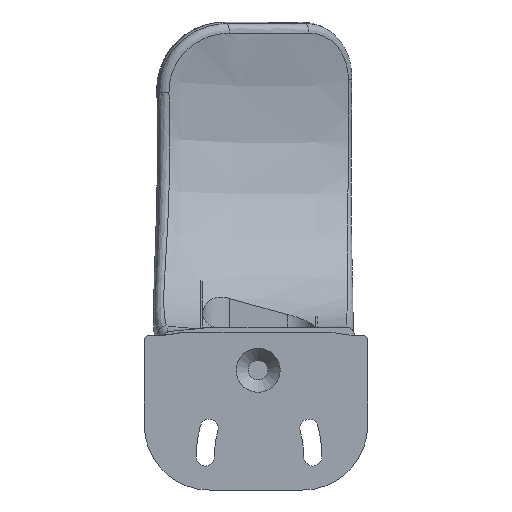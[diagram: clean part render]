
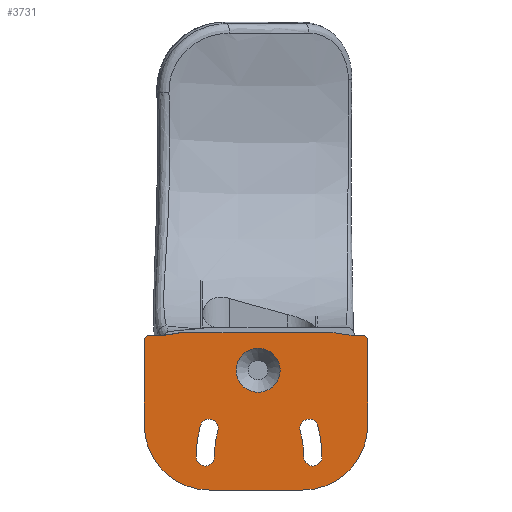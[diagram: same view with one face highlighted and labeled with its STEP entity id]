
A CAD part, front view. The second image highlights one B-rep face of the part: STEP entity #3731.
In plain terms, the highlighted planar face has unit normal (0, -1, 0).
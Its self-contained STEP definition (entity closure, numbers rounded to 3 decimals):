
#30=FACE_BOUND('',#673,.T.);
#31=FACE_BOUND('',#674,.T.);
#32=FACE_BOUND('',#675,.T.);
#226=PLANE('',#4027);
#433=FACE_OUTER_BOUND('',#672,.T.);
#672=EDGE_LOOP('',(#2682,#2683,#2684,#2685,#2686,#2687,#2688,#2689,#2690,
#2691,#2692,#2693,#2694,#2695,#2696,#2697));
#673=EDGE_LOOP('',(#2698));
#674=EDGE_LOOP('',(#2699,#2700,#2701,#2702));
#675=EDGE_LOOP('',(#2703,#2704,#2705,#2706));
#926=LINE('',#5553,#1178);
#942=LINE('',#5890,#1194);
#943=LINE('',#5894,#1195);
#944=LINE('',#5898,#1196);
#945=LINE('',#5902,#1197);
#946=LINE('',#5904,#1198);
#947=LINE('',#5906,#1199);
#948=LINE('',#5908,#1200);
#949=LINE('',#5910,#1201);
#950=LINE('',#5912,#1202);
#951=LINE('',#5914,#1203);
#952=LINE('',#5915,#1204);
#1178=VECTOR('',#4462,10.);
#1194=VECTOR('',#4552,10.);
#1195=VECTOR('',#4555,10.);
#1196=VECTOR('',#4558,10.);
#1197=VECTOR('',#4561,10.);
#1198=VECTOR('',#4562,10.);
#1199=VECTOR('',#4563,10.);
#1200=VECTOR('',#4564,10.);
#1201=VECTOR('',#4565,10.);
#1202=VECTOR('',#4566,10.);
#1203=VECTOR('',#4567,10.);
#1204=VECTOR('',#4568,10.);
#1411=CIRCLE('',#3956,8.5);
#1432=CIRCLE('',#3992,2.);
#1456=CIRCLE('',#4028,25.);
#1457=CIRCLE('',#4029,25.);
#1458=CIRCLE('',#4030,2.);
#1459=CIRCLE('',#4031,45.);
#1460=CIRCLE('',#4032,3.5);
#1461=CIRCLE('',#4033,38.);
#1462=CIRCLE('',#4034,3.5);
#1463=CIRCLE('',#4035,3.5);
#1464=CIRCLE('',#4036,38.);
#1465=CIRCLE('',#4037,3.5);
#1466=CIRCLE('',#4038,45.);
#1609=VERTEX_POINT('',#5453);
#1635=VERTEX_POINT('',#5550);
#1636=VERTEX_POINT('',#5552);
#1639=VERTEX_POINT('',#5569);
#1677=VERTEX_POINT('',#5889);
#1678=VERTEX_POINT('',#5891);
#1679=VERTEX_POINT('',#5893);
#1680=VERTEX_POINT('',#5895);
#1681=VERTEX_POINT('',#5897);
#1682=VERTEX_POINT('',#5899);
#1683=VERTEX_POINT('',#5901);
#1684=VERTEX_POINT('',#5903);
#1685=VERTEX_POINT('',#5905);
#1686=VERTEX_POINT('',#5907);
#1687=VERTEX_POINT('',#5909);
#1688=VERTEX_POINT('',#5911);
#1689=VERTEX_POINT('',#5913);
#1690=VERTEX_POINT('',#5916);
#1691=VERTEX_POINT('',#5917);
#1692=VERTEX_POINT('',#5919);
#1693=VERTEX_POINT('',#5921);
#1694=VERTEX_POINT('',#5924);
#1695=VERTEX_POINT('',#5925);
#1696=VERTEX_POINT('',#5927);
#1697=VERTEX_POINT('',#5929);
#1962=EDGE_CURVE('',#1609,#1609,#1411,.T.);
#2003=EDGE_CURVE('',#1636,#1635,#926,.T.);
#2008=EDGE_CURVE('',#1639,#1635,#1432,.T.);
#2056=EDGE_CURVE('',#1639,#1677,#942,.F.);
#2057=EDGE_CURVE('',#1678,#1677,#1456,.T.);
#2058=EDGE_CURVE('',#1678,#1679,#943,.F.);
#2059=EDGE_CURVE('',#1680,#1679,#1457,.T.);
#2060=EDGE_CURVE('',#1680,#1681,#944,.F.);
#2061=EDGE_CURVE('',#1682,#1681,#1458,.T.);
#2062=EDGE_CURVE('',#1682,#1683,#945,.T.);
#2063=EDGE_CURVE('',#1683,#1684,#946,.T.);
#2064=EDGE_CURVE('',#1685,#1684,#947,.F.);
#2065=EDGE_CURVE('',#1686,#1685,#948,.F.);
#2066=EDGE_CURVE('',#1687,#1686,#949,.F.);
#2067=EDGE_CURVE('',#1688,#1687,#950,.F.);
#2068=EDGE_CURVE('',#1689,#1688,#951,.F.);
#2069=EDGE_CURVE('',#1689,#1636,#952,.T.);
#2070=EDGE_CURVE('',#1690,#1691,#1459,.T.);
#2071=EDGE_CURVE('',#1691,#1692,#1460,.T.);
#2072=EDGE_CURVE('',#1692,#1693,#1461,.T.);
#2073=EDGE_CURVE('',#1693,#1690,#1462,.T.);
#2074=EDGE_CURVE('',#1694,#1695,#1463,.T.);
#2075=EDGE_CURVE('',#1695,#1696,#1464,.T.);
#2076=EDGE_CURVE('',#1696,#1697,#1465,.T.);
#2077=EDGE_CURVE('',#1697,#1694,#1466,.T.);
#2682=ORIENTED_EDGE('',*,*,#2008,.F.);
#2683=ORIENTED_EDGE('',*,*,#2056,.T.);
#2684=ORIENTED_EDGE('',*,*,#2057,.F.);
#2685=ORIENTED_EDGE('',*,*,#2058,.T.);
#2686=ORIENTED_EDGE('',*,*,#2059,.F.);
#2687=ORIENTED_EDGE('',*,*,#2060,.T.);
#2688=ORIENTED_EDGE('',*,*,#2061,.F.);
#2689=ORIENTED_EDGE('',*,*,#2062,.T.);
#2690=ORIENTED_EDGE('',*,*,#2063,.T.);
#2691=ORIENTED_EDGE('',*,*,#2064,.F.);
#2692=ORIENTED_EDGE('',*,*,#2065,.F.);
#2693=ORIENTED_EDGE('',*,*,#2066,.F.);
#2694=ORIENTED_EDGE('',*,*,#2067,.F.);
#2695=ORIENTED_EDGE('',*,*,#2068,.F.);
#2696=ORIENTED_EDGE('',*,*,#2069,.T.);
#2697=ORIENTED_EDGE('',*,*,#2003,.T.);
#2698=ORIENTED_EDGE('',*,*,#1962,.T.);
#2699=ORIENTED_EDGE('',*,*,#2070,.T.);
#2700=ORIENTED_EDGE('',*,*,#2071,.T.);
#2701=ORIENTED_EDGE('',*,*,#2072,.T.);
#2702=ORIENTED_EDGE('',*,*,#2073,.T.);
#2703=ORIENTED_EDGE('',*,*,#2074,.T.);
#2704=ORIENTED_EDGE('',*,*,#2075,.T.);
#2705=ORIENTED_EDGE('',*,*,#2076,.T.);
#2706=ORIENTED_EDGE('',*,*,#2077,.T.);
#3731=ADVANCED_FACE('',(#433,#30,#31,#32),#226,.T.);
#3956=AXIS2_PLACEMENT_3D('',#5454,#4373,#4374);
#3992=AXIS2_PLACEMENT_3D('',#5571,#4468,#4469);
#4027=AXIS2_PLACEMENT_3D('',#5888,#4550,#4551);
#4028=AXIS2_PLACEMENT_3D('',#5892,#4553,#4554);
#4029=AXIS2_PLACEMENT_3D('',#5896,#4556,#4557);
#4030=AXIS2_PLACEMENT_3D('',#5900,#4559,#4560);
#4031=AXIS2_PLACEMENT_3D('',#5918,#4569,#4570);
#4032=AXIS2_PLACEMENT_3D('',#5920,#4571,#4572);
#4033=AXIS2_PLACEMENT_3D('',#5922,#4573,#4574);
#4034=AXIS2_PLACEMENT_3D('',#5923,#4575,#4576);
#4035=AXIS2_PLACEMENT_3D('',#5926,#4577,#4578);
#4036=AXIS2_PLACEMENT_3D('',#5928,#4579,#4580);
#4037=AXIS2_PLACEMENT_3D('',#5930,#4581,#4582);
#4038=AXIS2_PLACEMENT_3D('',#5931,#4583,#4584);
#4373=DIRECTION('center_axis',(0.,1.,0.));
#4374=DIRECTION('ref_axis',(0.,0.,-1.));
#4462=DIRECTION('',(-1.,0.,0.));
#4468=DIRECTION('center_axis',(0.,1.,0.));
#4469=DIRECTION('ref_axis',(-0.707,0.,0.707));
#4550=DIRECTION('center_axis',(0.,-1.,0.));
#4551=DIRECTION('ref_axis',(1.,0.,0.));
#4552=DIRECTION('',(0.,0.,1.));
#4553=DIRECTION('center_axis',(0.,1.,0.));
#4554=DIRECTION('ref_axis',(-0.707,0.,-0.707));
#4555=DIRECTION('',(-1.,0.,0.));
#4556=DIRECTION('center_axis',(0.,1.,0.));
#4557=DIRECTION('ref_axis',(0.707,0.,-0.707));
#4558=DIRECTION('',(0.,0.,-1.));
#4559=DIRECTION('center_axis',(0.,1.,0.));
#4560=DIRECTION('ref_axis',(0.707,0.,0.707));
#4561=DIRECTION('',(-1.,0.,0.));
#4562=DIRECTION('',(-1.,0.,0.));
#4563=DIRECTION('',(-0.988,0.,0.153));
#4564=DIRECTION('',(-0.988,0.,0.153));
#4565=DIRECTION('',(-1.,0.,0.));
#4566=DIRECTION('',(-1.,0.,0.));
#4567=DIRECTION('',(-1.,0.,0.));
#4568=DIRECTION('',(-0.988,0.,-0.153));
#4569=DIRECTION('center_axis',(0.,1.,0.));
#4570=DIRECTION('ref_axis',(-1.,0.,0.));
#4571=DIRECTION('center_axis',(0.,1.,0.));
#4572=DIRECTION('ref_axis',(-0.964,0.,0.267));
#4573=DIRECTION('center_axis',(0.,-1.,0.));
#4574=DIRECTION('ref_axis',(-1.,0.,0.));
#4575=DIRECTION('center_axis',(0.,1.,0.));
#4576=DIRECTION('ref_axis',(1.,0.,0.));
#4577=DIRECTION('center_axis',(0.,1.,0.));
#4578=DIRECTION('ref_axis',(1.,0.,0.));
#4579=DIRECTION('center_axis',(0.,-1.,0.));
#4580=DIRECTION('ref_axis',(0.964,0.,0.267));
#4581=DIRECTION('center_axis',(0.,1.,0.));
#4582=DIRECTION('ref_axis',(-0.964,0.,-0.267));
#4583=DIRECTION('center_axis',(0.,1.,0.));
#4584=DIRECTION('ref_axis',(0.964,0.,0.267));
#5453=CARTESIAN_POINT('',(-147.136,-84.92,-107.029));
#5454=CARTESIAN_POINT('Origin',(-147.136,-84.92,-115.529));
#5550=CARTESIAN_POINT('',(-189.,-84.92,-102.074));
#5552=CARTESIAN_POINT('',(-183.551,-84.92,-102.074));
#5553=CARTESIAN_POINT('',(-128.317,-84.92,-102.074));
#5569=CARTESIAN_POINT('',(-191.,-84.92,-104.074));
#5571=CARTESIAN_POINT('Origin',(-189.,-84.92,-104.074));
#5888=CARTESIAN_POINT('Origin',(-146.75,-84.92,-109.));
#5889=CARTESIAN_POINT('',(-191.,-84.92,-136.73));
#5890=CARTESIAN_POINT('',(-191.,-84.92,-105.537));
#5891=CARTESIAN_POINT('',(-166.,-84.92,-161.73));
#5892=CARTESIAN_POINT('Origin',(-166.,-84.92,-136.73));
#5893=CARTESIAN_POINT('',(-129.883,-84.92,-161.73));
#5894=CARTESIAN_POINT('',(-166.244,-84.92,-161.73));
#5895=CARTESIAN_POINT('',(-104.883,-84.92,-136.73));
#5896=CARTESIAN_POINT('Origin',(-129.883,-84.92,-136.73));
#5897=CARTESIAN_POINT('',(-104.883,-84.92,-104.074));
#5898=CARTESIAN_POINT('',(-104.883,-84.92,-127.865));
#5899=CARTESIAN_POINT('',(-106.883,-84.92,-102.074));
#5900=CARTESIAN_POINT('Origin',(-106.883,-84.92,-104.074));
#5901=CARTESIAN_POINT('',(-109.985,-84.92,-102.074));
#5902=CARTESIAN_POINT('',(-128.317,-84.92,-102.074));
#5903=CARTESIAN_POINT('',(-111.299,-84.92,-102.074));
#5904=CARTESIAN_POINT('',(-128.317,-84.92,-102.074));
#5905=CARTESIAN_POINT('',(-116.953,-84.92,-101.2));
#5906=CARTESIAN_POINT('',(-131.564,-84.92,-98.943));
#5907=CARTESIAN_POINT('',(-118.25,-84.92,-101.));
#5908=CARTESIAN_POINT('',(-131.564,-84.92,-98.943));
#5909=CARTESIAN_POINT('',(-132.246,-84.92,-101.));
#5910=CARTESIAN_POINT('',(-165.5,-84.92,-101.));
#5911=CARTESIAN_POINT('',(-168.451,-84.92,-101.));
#5912=CARTESIAN_POINT('',(-165.5,-84.92,-101.));
#5913=CARTESIAN_POINT('',(-176.6,-84.92,-101.));
#5914=CARTESIAN_POINT('',(-165.5,-84.92,-101.));
#5915=CARTESIAN_POINT('',(-175.418,-84.92,-100.817));
#5916=CARTESIAN_POINT('',(-171.,-84.92,-149.));
#5917=CARTESIAN_POINT('',(-169.363,-84.92,-136.974));
#5918=CARTESIAN_POINT('Origin',(-126.,-84.92,-149.));
#5919=CARTESIAN_POINT('',(-162.618,-84.92,-138.845));
#5920=CARTESIAN_POINT('Origin',(-165.991,-84.92,-137.91));
#5921=CARTESIAN_POINT('',(-164.,-84.92,-149.));
#5922=CARTESIAN_POINT('Origin',(-126.,-84.92,-149.));
#5923=CARTESIAN_POINT('Origin',(-167.5,-84.92,-149.));
#5924=CARTESIAN_POINT('',(-122.5,-84.92,-149.));
#5925=CARTESIAN_POINT('',(-129.5,-84.92,-149.));
#5926=CARTESIAN_POINT('Origin',(-126.,-84.92,-149.));
#5927=CARTESIAN_POINT('',(-130.882,-84.92,-138.845));
#5928=CARTESIAN_POINT('Origin',(-167.5,-84.92,-149.));
#5929=CARTESIAN_POINT('',(-124.137,-84.92,-136.974));
#5930=CARTESIAN_POINT('Origin',(-127.509,-84.92,-137.91));
#5931=CARTESIAN_POINT('Origin',(-167.5,-84.92,-149.));
